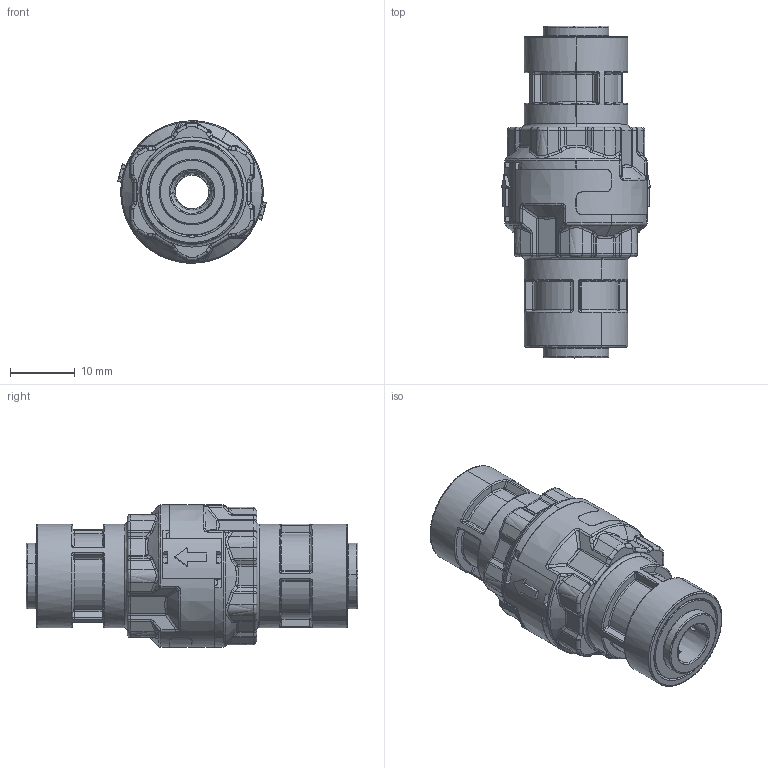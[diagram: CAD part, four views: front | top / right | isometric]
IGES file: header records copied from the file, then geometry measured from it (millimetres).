
Start section: SolidWorks IGES file using analytic representation for surfaces
Global section: file name: 1-4 Inch Push-in.IGS; native system: SolidWorks 2017; preprocessor: SolidWorks 2017; author: WTsang; date: 181102.082627; units: millimetre
Bounding box: 22.96 x 51.28 x 22 mm (x, y, z)
Surface area: 9321.1 mm2 (no closed solid volume)
Topology: 0 solids, 0 shells, 1588 faces, 11894 edges, 11846 vertices
Faces by surface type: bspline 950, revolution 638
